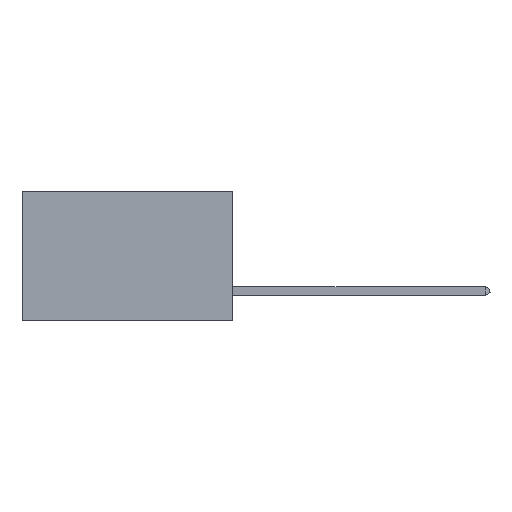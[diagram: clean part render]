
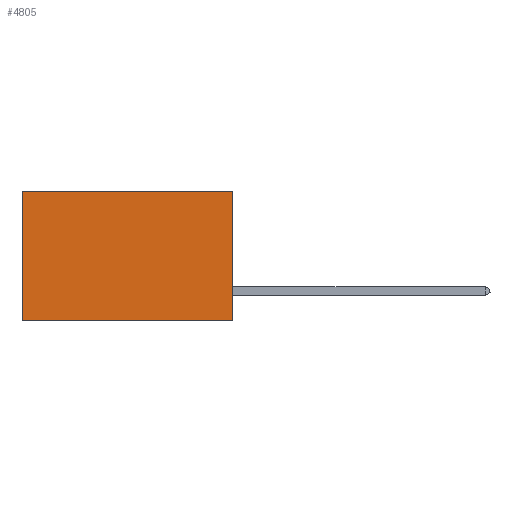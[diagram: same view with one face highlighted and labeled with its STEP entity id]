
A CAD part, left-side view. The second image highlights one B-rep face of the part: STEP entity #4805.
In plain terms, the highlighted planar face has unit normal (-1, 0, 0).
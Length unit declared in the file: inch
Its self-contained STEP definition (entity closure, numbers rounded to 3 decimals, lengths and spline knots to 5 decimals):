
#504 = AXIS2_PLACEMENT_3D ( 'NONE', #4559, #16602, #8454 ) ;
#1591 = DIRECTION ( 'NONE',  ( 0., 0., -1. ) ) ;
#1672 = FACE_OUTER_BOUND ( 'NONE', #16100, .T. ) ;
#2711 = VECTOR ( 'NONE', #6567, 39.37008 ) ;
#3364 = VECTOR ( 'NONE', #16671, 39.37008 ) ;
#3375 = CARTESIAN_POINT ( 'NONE',  ( 0.2875, 0., 0. ) ) ;
#3555 = LINE ( 'NONE', #15967, #10316 ) ;
#4559 = CARTESIAN_POINT ( 'NONE',  ( 0.2875, 0., 0. ) ) ;
#4575 = EDGE_CURVE ( 'NONE', #7435, #5884, #9909, .T. ) ;
#4805 = ADVANCED_FACE ( 'NONE', ( #1672 ), #15217, .F. ) ;
#5884 = VERTEX_POINT ( 'NONE', #7358 ) ;
#6380 = CARTESIAN_POINT ( 'NONE',  ( 0.2875, 0.6, -0.37 ) ) ;
#6567 = DIRECTION ( 'NONE',  ( 0., 0., -1. ) ) ;
#7305 = EDGE_CURVE ( 'NONE', #5884, #11962, #11485, .T. ) ;
#7358 = CARTESIAN_POINT ( 'NONE',  ( 0.2875, 0.6, 0. ) ) ;
#7435 = VERTEX_POINT ( 'NONE', #3375 ) ;
#7686 = CARTESIAN_POINT ( 'NONE',  ( 0.2875, 0., -0.37 ) ) ;
#8249 = ORIENTED_EDGE ( 'NONE', *, *, #7305, .T. ) ;
#8454 = DIRECTION ( 'NONE',  ( 0., 0., -1. ) ) ;
#9855 = ORIENTED_EDGE ( 'NONE', *, *, #4575, .T. ) ;
#9909 = LINE ( 'NONE', #15335, #3364 ) ;
#10316 = VECTOR ( 'NONE', #11698, 39.37008 ) ;
#10490 = EDGE_CURVE ( 'NONE', #7435, #16760, #12430, .T. ) ;
#10797 = ORIENTED_EDGE ( 'NONE', *, *, #10490, .F. ) ;
#11485 = LINE ( 'NONE', #16538, #16416 ) ;
#11698 = DIRECTION ( 'NONE',  ( 0., 1., 0. ) ) ;
#11962 = VERTEX_POINT ( 'NONE', #6380 ) ;
#12430 = LINE ( 'NONE', #14660, #2711 ) ;
#14599 = ORIENTED_EDGE ( 'NONE', *, *, #17163, .F. ) ;
#14660 = CARTESIAN_POINT ( 'NONE',  ( 0.2875, 0., 0. ) ) ;
#15217 = PLANE ( 'NONE',  #504 ) ;
#15335 = CARTESIAN_POINT ( 'NONE',  ( 0.2875, 0., 0. ) ) ;
#15967 = CARTESIAN_POINT ( 'NONE',  ( 0.2875, 0., -0.37 ) ) ;
#16100 = EDGE_LOOP ( 'NONE', ( #8249, #14599, #10797, #9855 ) ) ;
#16416 = VECTOR ( 'NONE', #1591, 39.37008 ) ;
#16538 = CARTESIAN_POINT ( 'NONE',  ( 0.2875, 0.6, 0. ) ) ;
#16602 = DIRECTION ( 'NONE',  ( 1., 0., 0. ) ) ;
#16671 = DIRECTION ( 'NONE',  ( 0., 1., 0. ) ) ;
#16760 = VERTEX_POINT ( 'NONE', #7686 ) ;
#17163 = EDGE_CURVE ( 'NONE', #16760, #11962, #3555, .T. ) ;
